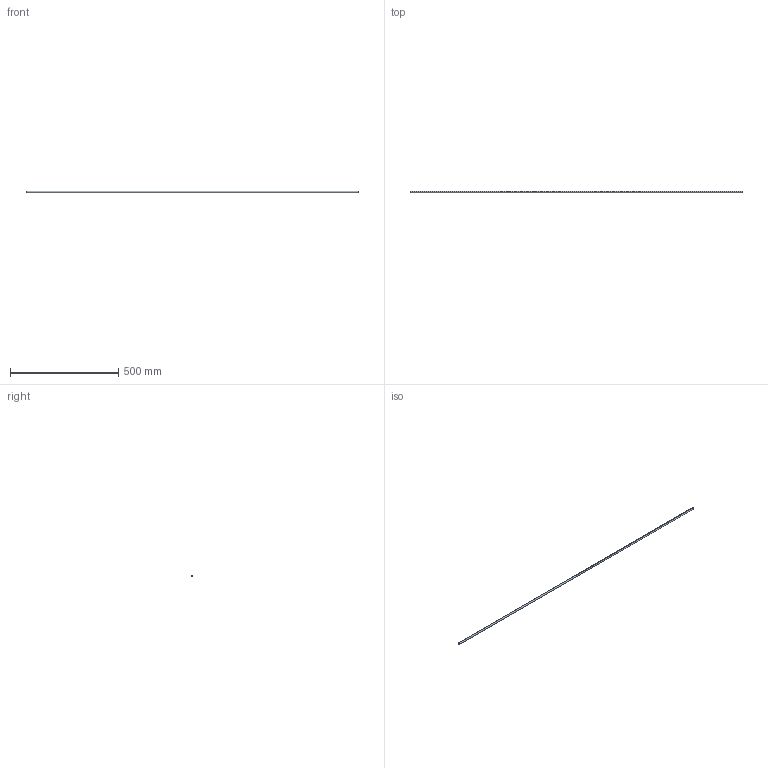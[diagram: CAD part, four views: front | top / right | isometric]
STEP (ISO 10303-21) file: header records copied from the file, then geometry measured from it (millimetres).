
FILE_DESCRIPTION (( 'STEP AP214' ), '1' );
FILE_NAME ('A222 Òðàïåöåèäàëüíûé âèíò 8õ1531 ìì, 4-õ çàõîäíûé, øàã 2 ìì.STEP', '2019-09-11T09:38:33', ( 'Windows User' ), ( '' ), 'SwSTEP 2.0', 'SolidWorks 2018', '' );
FILE_SCHEMA (( 'AUTOMOTIVE_DESIGN' ));
Length unit declared in the file: millimetre
Products named in the file (1): A222 Òðàïåöåèäàëüíûé âèíò 8õ1531 ìì, 4-õ çàõîäíûé, øàã 2 ìì
Bounding box: 1531 x 8 x 8 mm (x, y, z)
Volume: 76956.5 mm3; surface area: 38578.8 mm2
Topology: 1 solids, 1 shells, 4 faces, 6 edges, 4 vertices
Faces by surface type: cylinder 2, plane 2
Entity records: 150 total; most frequent: DIRECTION 20, CARTESIAN_POINT 15, ORIENTED_EDGE 12, AXIS2_PLACEMENT_3D 9, EDGE_CURVE 6, UNCERTAINTY_MEASURE_WITH_UNIT 5, SURFACE_STYLE_USAGE 4, CIRCLE 4
